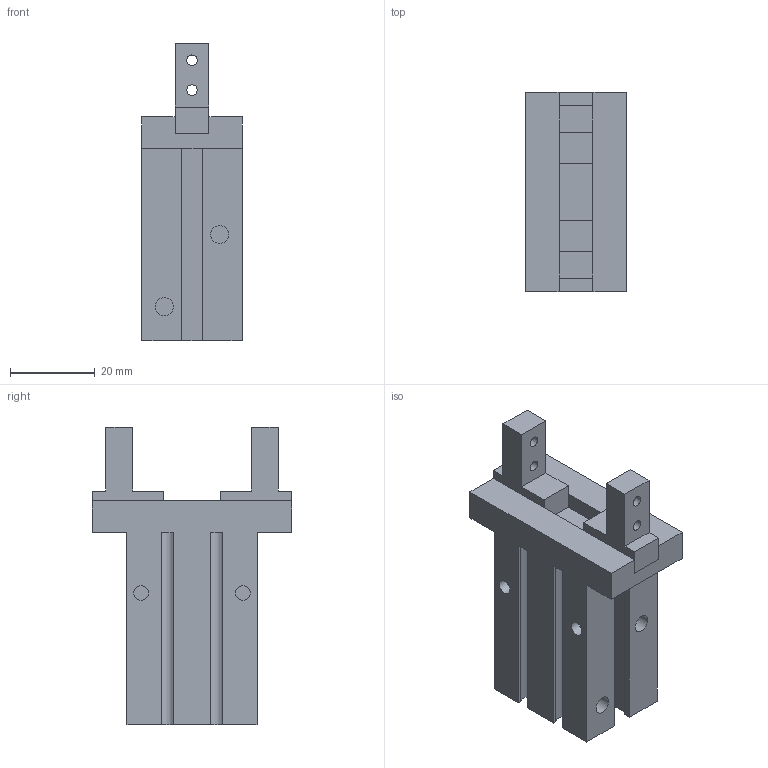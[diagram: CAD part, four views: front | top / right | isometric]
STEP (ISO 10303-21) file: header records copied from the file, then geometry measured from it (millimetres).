
FILE_DESCRIPTION(('STEP AP214'),'1');
FILE_NAME('CA.09.05.010.L.stp','2018-01-09T10:52:49',(' '),(' '),'Spatial InterOp 3D',' ',' ');
FILE_SCHEMA(('AUTOMOTIVE_DESIGN { 1 0 10303 214 1 1 1 1 }'));
Length unit declared in the file: millimetre
Products named in the file (3): MHZL2-16D.step_mhzl2-prong_16; MHZL2-16D.step_MHZ2-Body_16D
Assembly tree (3 placements, depth 2):
  (unnamed)
    MHZL2-16D.step_mhzl2-prong_16  x2
    MHZL2-16D.step_MHZ2-Body_16D
Bounding box: 23.6 x 47 x 70 mm (x, y, z)
Volume: 35935.4 mm3; surface area: 14212.4 mm2
Topology: 3 solids, 3 shells, 94 faces, 240 edges, 164 vertices
Faces by surface type: plane 74, cylinder 20
Full cylindrical faces by diameter (mm): 2.5 x4, 3 x1, 3.5 x8, 4.2 x2, 17 x1
Entity records: 3044 total; most frequent: CARTESIAN_POINT 402, DIRECTION 392, ORIENTED_EDGE 368, EDGE_CURVE 184, LINE 148, VECTOR 148, VERTEX_POINT 132, AXIS2_PLACEMENT_3D 122
